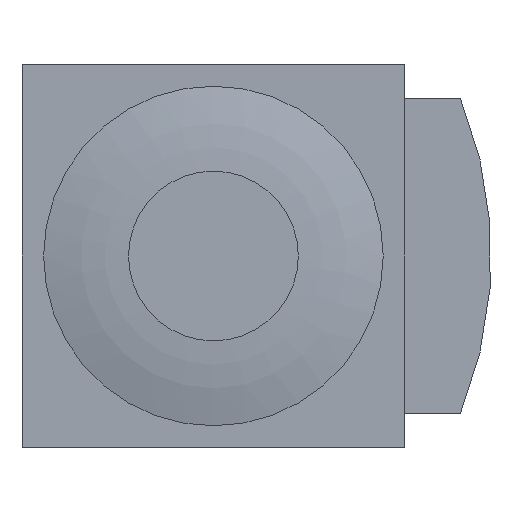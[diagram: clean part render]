
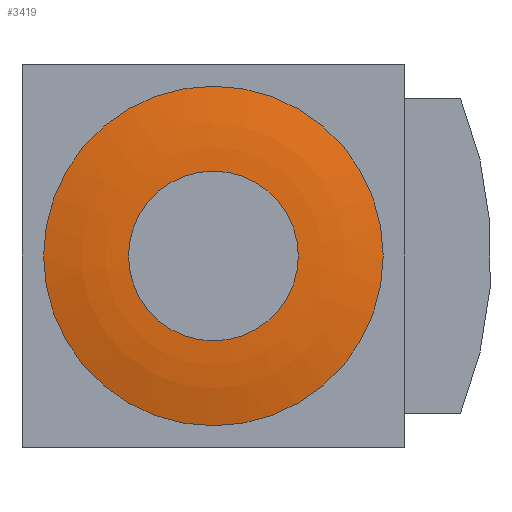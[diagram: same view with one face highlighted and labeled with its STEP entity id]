
A CAD part, front view. The second image highlights one B-rep face of the part: STEP entity #3419.
In plain terms, the highlighted toroidal (fillet/blend) face has major radius 12.047 mm and minor radius 60 mm.
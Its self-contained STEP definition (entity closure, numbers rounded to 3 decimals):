
#29=DEGENERATE_TOROIDAL_SURFACE('',#3672,12.047,60.,
 .T.);
#1041=CIRCLE('',#3671,27.5);
#1042=CIRCLE('',#3673,13.75);
#1918=ORIENTED_EDGE('',*,*,#2477,.F.);
#1919=ORIENTED_EDGE('',*,*,#2478,.F.);
#2477=EDGE_CURVE('',#2812,#2812,#1041,.T.);
#2478=EDGE_CURVE('',#2813,#2813,#1042,.T.);
#2812=VERTEX_POINT('',#5584);
#2813=VERTEX_POINT('',#5587);
#2997=EDGE_LOOP('',(#1918));
#2998=EDGE_LOOP('',(#1919));
#3200=FACE_BOUND('',#2997,.T.);
#3201=FACE_BOUND('',#2998,.T.);
#3419=ADVANCED_FACE('',(#3200,#3201),#29,.T.);
#3671=AXIS2_PLACEMENT_3D('',#5583,#4534,#4535);
#3672=AXIS2_PLACEMENT_3D('',#5585,#4536,#4537);
#3673=AXIS2_PLACEMENT_3D('',#5586,#4538,#4539);
#4534=DIRECTION('',(0.,1.,0.));
#4535=DIRECTION('',(1.,0.,0.));
#4536=DIRECTION('',(0.,-1.,0.));
#4537=DIRECTION('',(0.,0.,-1.));
#4538=DIRECTION('',(0.,-1.,0.));
#4539=DIRECTION('',(0.,0.,-1.));
#5583=CARTESIAN_POINT('',(0.,-301.,0.));
#5584=CARTESIAN_POINT('',(27.5,-301.,0.));
#5585=CARTESIAN_POINT('',(0.,-243.024,0.));
#5586=CARTESIAN_POINT('',(0.,-303.,0.));
#5587=CARTESIAN_POINT('',(0.,-303.,-13.75));
